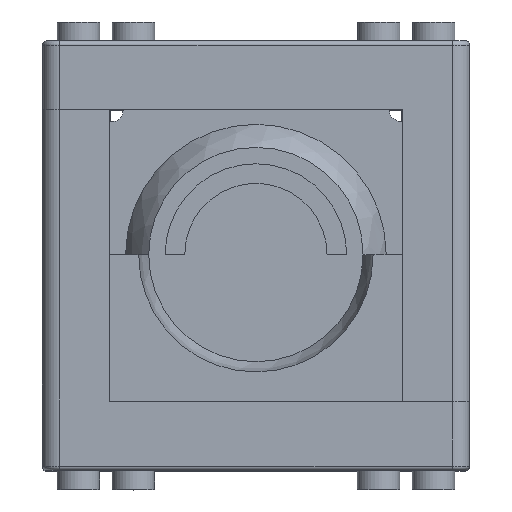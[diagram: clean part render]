
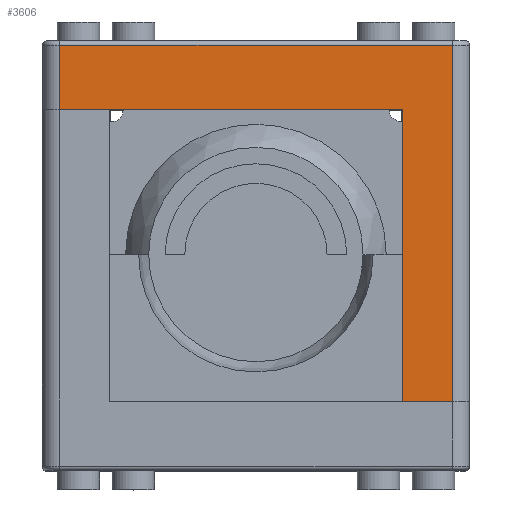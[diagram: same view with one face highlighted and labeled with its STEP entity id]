
A CAD part, top view. The second image highlights one B-rep face of the part: STEP entity #3606.
In plain terms, the highlighted face is planar.
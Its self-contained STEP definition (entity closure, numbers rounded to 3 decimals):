
#508=FACE_OUTER_BOUND('',#751,.T.);
#751=EDGE_LOOP('',(#3091,#3092,#3093,#3094,#3095,#3096));
#1072=LINE('',#6050,#1421);
#1074=LINE('',#6059,#1423);
#1076=LINE('',#6065,#1425);
#1083=LINE('',#6084,#1432);
#1084=LINE('',#6086,#1433);
#1085=LINE('',#6087,#1434);
#1421=VECTOR('',#4979,10.);
#1423=VECTOR('',#4991,10.);
#1425=VECTOR('',#4997,10.);
#1432=VECTOR('',#5018,10.);
#1433=VECTOR('',#5019,10.);
#1434=VECTOR('',#5020,10.);
#1777=VERTEX_POINT('',#6041);
#1779=VERTEX_POINT('',#6048);
#1780=VERTEX_POINT('',#6053);
#1782=VERTEX_POINT('',#6061);
#1788=VERTEX_POINT('',#6083);
#1789=VERTEX_POINT('',#6085);
#2236=EDGE_CURVE('',#1779,#1777,#1072,.T.);
#2241=EDGE_CURVE('',#1777,#1780,#1074,.T.);
#2244=EDGE_CURVE('',#1780,#1782,#1076,.T.);
#2253=EDGE_CURVE('',#1788,#1779,#1083,.T.);
#2254=EDGE_CURVE('',#1788,#1789,#1084,.T.);
#2255=EDGE_CURVE('',#1782,#1789,#1085,.T.);
#3091=ORIENTED_EDGE('',*,*,#2244,.F.);
#3092=ORIENTED_EDGE('',*,*,#2241,.F.);
#3093=ORIENTED_EDGE('',*,*,#2236,.F.);
#3094=ORIENTED_EDGE('',*,*,#2253,.F.);
#3095=ORIENTED_EDGE('',*,*,#2254,.T.);
#3096=ORIENTED_EDGE('',*,*,#2255,.F.);
#3408=PLANE('',#4047);
#3606=ADVANCED_FACE('',(#508),#3408,.T.);
#4047=AXIS2_PLACEMENT_3D('',#6082,#5016,#5017);
#4979=DIRECTION('',(0.,0.,-1.));
#4991=DIRECTION('',(0.,-1.,0.));
#4997=DIRECTION('',(0.,0.,1.));
#5016=DIRECTION('center_axis',(1.,0.,0.));
#5017=DIRECTION('ref_axis',(0.,1.,0.));
#5018=DIRECTION('',(0.,1.,0.));
#5019=DIRECTION('',(0.,0.,1.));
#5020=DIRECTION('',(0.,1.,0.));
#6041=CARTESIAN_POINT('',(24.9,22.9,0.5));
#6048=CARTESIAN_POINT('',(24.9,22.9,8.));
#6050=CARTESIAN_POINT('',(24.9,22.9,0.));
#6053=CARTESIAN_POINT('',(24.9,-22.9,0.5));
#6059=CARTESIAN_POINT('',(24.9,-12.45,0.5));
#6061=CARTESIAN_POINT('',(24.9,-22.9,42.1));
#6065=CARTESIAN_POINT('',(24.9,-22.9,0.));
#6082=CARTESIAN_POINT('Origin',(24.9,-24.9,0.));
#6083=CARTESIAN_POINT('',(24.9,-17.02,8.));
#6084=CARTESIAN_POINT('',(24.9,24.9,8.));
#6085=CARTESIAN_POINT('',(24.9,-17.02,42.1));
#6086=CARTESIAN_POINT('',(24.9,-17.02,8.));
#6087=CARTESIAN_POINT('',(24.9,-24.9,42.1));
